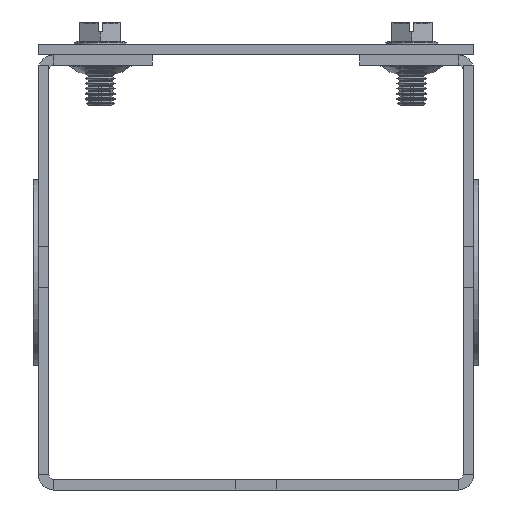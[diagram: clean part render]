
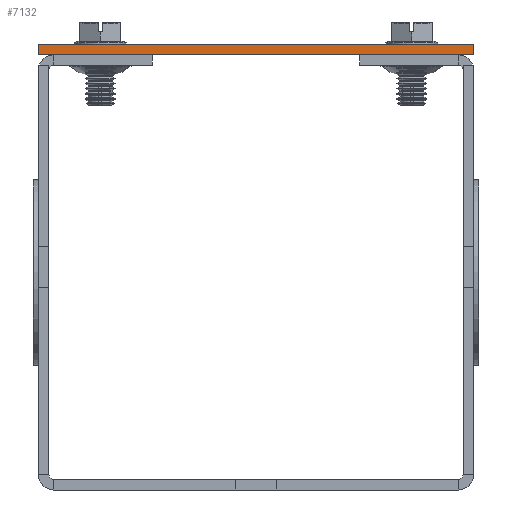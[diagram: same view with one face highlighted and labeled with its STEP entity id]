
A CAD part, left-side view. The second image highlights one B-rep face of the part: STEP entity #7132.
In plain terms, the highlighted face is planar.
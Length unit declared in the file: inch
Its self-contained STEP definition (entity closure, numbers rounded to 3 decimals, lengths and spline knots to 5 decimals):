
#536=LINE('',#12530,#848);
#538=LINE('',#12534,#850);
#539=LINE('',#12536,#851);
#540=LINE('',#12537,#852);
#848=VECTOR('',#9900,0.0625);
#850=VECTOR('',#9904,2.625);
#851=VECTOR('',#9905,0.0625);
#852=VECTOR('',#9906,2.625);
#1083=PLANE('',#7972);
#1899=FACE_OUTER_BOUND('',#2638,.T.);
#2638=EDGE_LOOP('',(#5938,#5939,#5940,#5941));
#3760=VERTEX_POINT('',#12527);
#3761=VERTEX_POINT('',#12529);
#3762=VERTEX_POINT('',#12533);
#3763=VERTEX_POINT('',#12535);
#4539=EDGE_CURVE('',#3761,#3760,#536,.T.);
#4541=EDGE_CURVE('',#3760,#3762,#538,.T.);
#4542=EDGE_CURVE('',#3763,#3762,#539,.T.);
#4543=EDGE_CURVE('',#3763,#3761,#540,.T.);
#5938=ORIENTED_EDGE('',*,*,#4541,.T.);
#5939=ORIENTED_EDGE('',*,*,#4542,.F.);
#5940=ORIENTED_EDGE('',*,*,#4543,.T.);
#5941=ORIENTED_EDGE('',*,*,#4539,.T.);
#7132=ADVANCED_FACE('',(#1899),#1083,.T.);
#7972=AXIS2_PLACEMENT_3D('',#12532,#9902,#9903);
#9900=DIRECTION('',(0.,0.,1.));
#9902=DIRECTION('center_axis',(1.,0.,0.));
#9903=DIRECTION('ref_axis',(0.,0.,-1.));
#9904=DIRECTION('',(0.,-1.,0.));
#9905=DIRECTION('',(0.,0.,1.));
#9906=DIRECTION('',(0.,1.,0.));
#12527=CARTESIAN_POINT('',(72.,2.625,0.0625));
#12529=CARTESIAN_POINT('',(72.,2.625,0.));
#12530=CARTESIAN_POINT('',(72.,2.625,0.));
#12532=CARTESIAN_POINT('Origin',(72.,2.625,0.));
#12533=CARTESIAN_POINT('',(72.,0.,0.0625));
#12534=CARTESIAN_POINT('',(72.,0.,0.0625));
#12535=CARTESIAN_POINT('',(72.,0.,0.));
#12536=CARTESIAN_POINT('',(72.,0.,0.));
#12537=CARTESIAN_POINT('',(72.,0.,0.));
